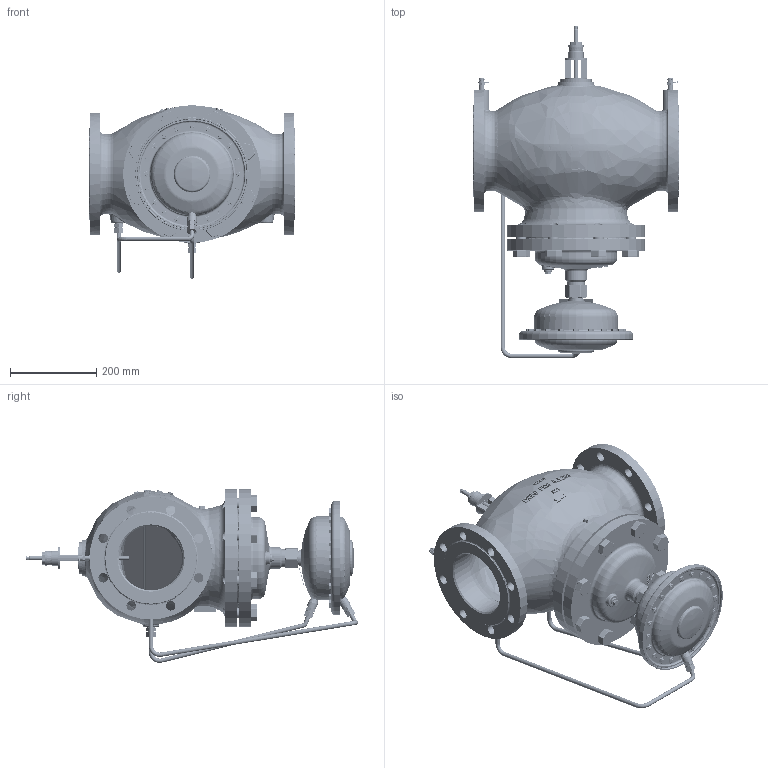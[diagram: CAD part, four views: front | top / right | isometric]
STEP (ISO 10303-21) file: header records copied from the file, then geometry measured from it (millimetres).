
FILE_DESCRIPTION((''),'2;1');
FILE_NAME('ABQM_DN150_ASM','2015-05-11T',('u317927'),('Danfoss'),'PRO/ENGINEER BY PARAMETRIC TECHNOLOGY CORPORATION, 2014000','PRO/ENGINEER BY PARAMETRIC TECHNOLOGY CORPORATION, 2014000','');
FILE_SCHEMA(('CONFIG_CONTROL_DESIGN'));
Products named in the file (42): BODY150_88610100; SEAT_88610300DN150; CONE-ASM_ASM; COVER150_1202140; BOLT1; NIPPLEGASKET; SMALL_NIPPLE; 88823000; NEW-CONE_ASM; MEMBRANE-HOUSING-LOW; 88810450; MEMB-HOUSING-LOW-CLOS_ASM; MEMBRANE-HOUSING-DA; CONNECTOR; 88810400; GUIDING-BUSH_ASM; NUT; MEMBRANE-HOUSING-UPP_ASM; WASHER; BOLT-6KT; NUT-6KT; WASHER-S; SAFETY-VALVE-HOUSING; CONE-S; ORING-S; HEX-S; SEALING_PLATE; BUSH-S; GUIDE-S; SPRING-PLATE-S; SPRING-S; SAFETY-VALVE_ASM; HEX-SS; AFQ-250_ASM; 88822950; INSERT_NUT; 88630620; NIPPLE; NIPPLE-BLUE; IMPULSE_TUBE_DN150_1 ...
Assembly tree (129 placements, depth 4):
  ABQM_DN150_ASM
    BODY150_88610100
    SEAT_88610300DN150
    CONE-ASM_ASM
    COVER150_1202140
    BOLT1  x8
    NIPPLEGASKET
    SMALL_NIPPLE
    NEW-CONE_ASM
      88823000
    AFQ-250_ASM
      MEMB-HOUSING-LOW-CLOS_ASM
        MEMBRANE-HOUSING-LOW
        88810450
      MEMBRANE-HOUSING-UPP_ASM
        MEMBRANE-HOUSING-DA
        CONNECTOR
        88810450
        88810400
        GUIDING-BUSH_ASM
        NUT
      WASHER  x40
      BOLT-6KT  x20
      NUT-6KT  x20
      WASHER-S
      SAFETY-VALVE_ASM
        SAFETY-VALVE-HOUSING
        CONE-S
        ORING-S
        HEX-S
        SEALING_PLATE
        BUSH-S
        GUIDE-S
        SPRING-PLATE-S
        SPRING-S
      HEX-SS
    88822950
    INSERT_NUT
    88630620  x4
    NIPPLE
    NIPPLE-BLUE
    IMPULSE_TUBE_DN150_1
    IMPULSE_TUBE_DN150_2
Bounding box: 480 x 770.6 x 403.38 mm (x, y, z)
Volume: 14571507.5 mm3; surface area: 2235330.7 mm2
Topology: 124 solids, 208 shells, 4778 faces, 11506 edges, 7263 vertices
Faces by surface type: plane 2436, cylinder 1203, cone 704, torus 179, bspline 130, sphere 118, revolution 8
Entity records: 109851 total; most frequent: CARTESIAN_POINT 36287, ORIENTED_EDGE 15552, DIRECTION 14252, EDGE_CURVE 7851, AXIS2_PLACEMENT_3D 5513, VERTEX_POINT 5049, EDGE_LOOP 3506, VECTOR 3224
